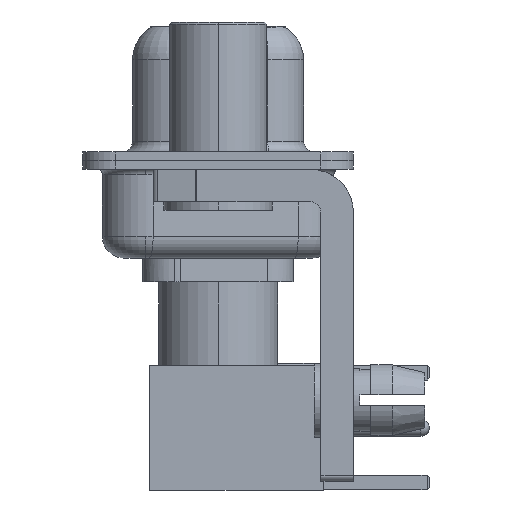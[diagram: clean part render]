
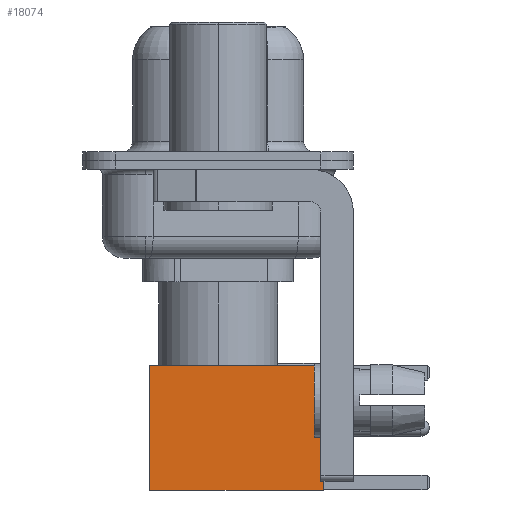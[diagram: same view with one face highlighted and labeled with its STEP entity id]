
A CAD part, left-side view. The second image highlights one B-rep face of the part: STEP entity #18074.
In plain terms, the highlighted face is planar.
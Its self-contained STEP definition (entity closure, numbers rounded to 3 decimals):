
#280 = LINE ( 'NONE', #13065, #13030 ) ;
#1377 = ORIENTED_EDGE ( 'NONE', *, *, #28149, .T. ) ;
#1811 = ORIENTED_EDGE ( 'NONE', *, *, #22482, .F. ) ;
#1881 = CARTESIAN_POINT ( 'NONE',  ( -2.875, 2.875, 0. ) ) ;
#2051 = ORIENTED_EDGE ( 'NONE', *, *, #20499, .T. ) ;
#4199 = CARTESIAN_POINT ( 'NONE',  ( 2.875, 2.875, 0. ) ) ;
#5722 = DIRECTION ( 'NONE',  ( 0., 0., -1. ) ) ;
#6046 = EDGE_CURVE ( 'NONE', #21550, #11043, #280, .T. ) ;
#7083 = LINE ( 'NONE', #15928, #7108 ) ;
#7108 = VECTOR ( 'NONE', #24752, 1000. ) ;
#7757 = EDGE_LOOP ( 'NONE', ( #2051, #1377, #1811, #12049 ) ) ;
#7903 = CARTESIAN_POINT ( 'NONE',  ( -2.875, 2.875, 0. ) ) ;
#8249 = FACE_OUTER_BOUND ( 'NONE', #7757, .T. ) ;
#9243 = VECTOR ( 'NONE', #5722, 1000. ) ;
#9398 = VECTOR ( 'NONE', #21532, 1000. ) ;
#9602 = CARTESIAN_POINT ( 'NONE',  ( 2.875, 2.875, 8. ) ) ;
#11043 = VERTEX_POINT ( 'NONE', #16143 ) ;
#11874 = VERTEX_POINT ( 'NONE', #1881 ) ;
#12049 = ORIENTED_EDGE ( 'NONE', *, *, #6046, .F. ) ;
#12446 = DIRECTION ( 'NONE',  ( 0., 1., 0. ) ) ;
#13030 = VECTOR ( 'NONE', #19713, 1000. ) ;
#13065 = CARTESIAN_POINT ( 'NONE',  ( 0., 2.875, 8. ) ) ;
#15928 = CARTESIAN_POINT ( 'NONE',  ( 0., 2.875, 0. ) ) ;
#16143 = CARTESIAN_POINT ( 'NONE',  ( -2.875, 2.875, 8. ) ) ;
#16880 = LINE ( 'NONE', #7903, #9243 ) ;
#18074 = ADVANCED_FACE ( 'NONE', ( #8249 ), #23440, .T. ) ;
#19713 = DIRECTION ( 'NONE',  ( -1., 0., 0. ) ) ;
#20499 = EDGE_CURVE ( 'NONE', #21550, #28367, #28437, .T. ) ;
#20687 = CARTESIAN_POINT ( 'NONE',  ( 2.875, 2.875, 0. ) ) ;
#21532 = DIRECTION ( 'NONE',  ( 0., 0., -1. ) ) ;
#21550 = VERTEX_POINT ( 'NONE', #9602 ) ;
#22482 = EDGE_CURVE ( 'NONE', #11043, #11874, #16880, .T. ) ;
#23440 = PLANE ( 'NONE',  #25034 ) ;
#24752 = DIRECTION ( 'NONE',  ( -1., 0., 0. ) ) ;
#25034 = AXIS2_PLACEMENT_3D ( 'NONE', #4199, #12446, #26038 ) ;
#26007 = CARTESIAN_POINT ( 'NONE',  ( 2.875, 2.875, 0. ) ) ;
#26038 = DIRECTION ( 'NONE',  ( 0., 0., 1. ) ) ;
#28149 = EDGE_CURVE ( 'NONE', #28367, #11874, #7083, .T. ) ;
#28367 = VERTEX_POINT ( 'NONE', #20687 ) ;
#28437 = LINE ( 'NONE', #26007, #9398 ) ;
